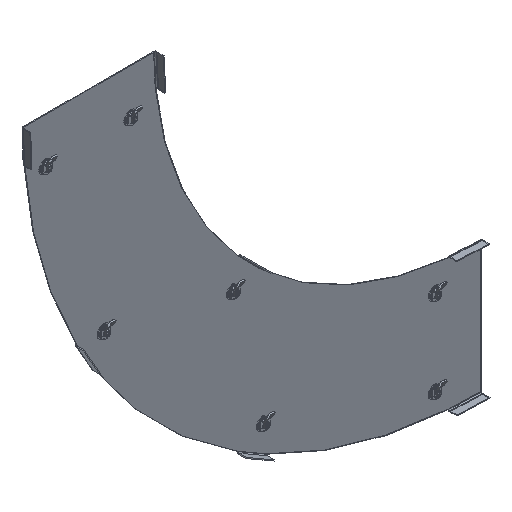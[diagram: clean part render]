
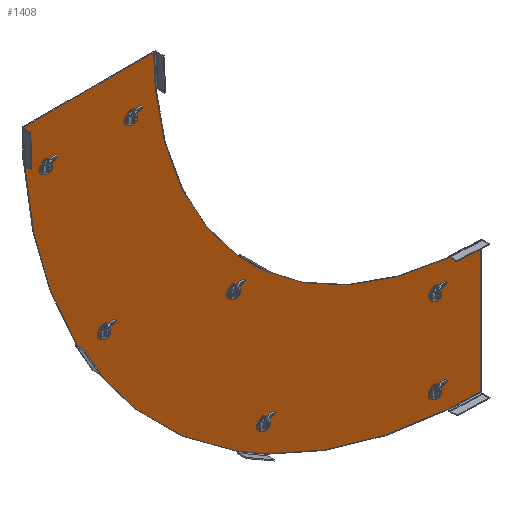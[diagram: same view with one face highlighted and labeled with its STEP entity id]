
A CAD part, isometric view. The second image highlights one B-rep face of the part: STEP entity #1408.
In plain terms, the highlighted planar face has unit normal (0, -1, 0).
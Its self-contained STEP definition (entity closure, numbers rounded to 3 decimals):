
#139=CARTESIAN_POINT('',(-575.907,0.,-332.5));
#140=DIRECTION('',(0.,1.,0.));
#141=DIRECTION('',(0.,0.,1.));
#142=AXIS2_PLACEMENT_3D('',#139,#140,#141);
#144=CARTESIAN_POINT('',(-575.907,0.,-332.5));
#145=DIRECTION('',(0.,1.,0.));
#146=DIRECTION('',(0.,0.,-1.));
#147=AXIS2_PLACEMENT_3D('',#144,#145,#146);
#149=CARTESIAN_POINT('',(-665.,0.,-70.));
#150=DIRECTION('',(0.,1.,0.));
#151=DIRECTION('',(0.,0.,1.));
#152=AXIS2_PLACEMENT_3D('',#149,#150,#151);
#154=CARTESIAN_POINT('',(-665.,0.,-70.));
#155=DIRECTION('',(0.,1.,0.));
#156=DIRECTION('',(0.,0.,-1.));
#157=AXIS2_PLACEMENT_3D('',#154,#155,#156);
#159=CARTESIAN_POINT('',(-535.,0.,-70.));
#160=DIRECTION('',(0.,1.,0.));
#161=DIRECTION('',(0.,0.,1.));
#162=AXIS2_PLACEMENT_3D('',#159,#160,#161);
#164=CARTESIAN_POINT('',(-535.,0.,-70.));
#165=DIRECTION('',(0.,1.,0.));
#166=DIRECTION('',(0.,0.,-1.));
#167=AXIS2_PLACEMENT_3D('',#164,#165,#166);
#169=CARTESIAN_POINT('',(-70.,0.,-535.));
#170=DIRECTION('',(0.,-1.,0.));
#171=DIRECTION('',(1.,0.,0.));
#172=AXIS2_PLACEMENT_3D('',#169,#170,#171);
#174=CARTESIAN_POINT('',(-70.,0.,-535.));
#175=DIRECTION('',(0.,-1.,0.));
#176=DIRECTION('',(-1.,0.,0.));
#177=AXIS2_PLACEMENT_3D('',#174,#175,#176);
#179=CARTESIAN_POINT('',(-70.,0.,-665.));
#180=DIRECTION('',(0.,-1.,0.));
#181=DIRECTION('',(1.,0.,0.));
#182=AXIS2_PLACEMENT_3D('',#179,#180,#181);
#184=CARTESIAN_POINT('',(-70.,0.,-665.));
#185=DIRECTION('',(0.,-1.,0.));
#186=DIRECTION('',(-1.,0.,0.));
#187=AXIS2_PLACEMENT_3D('',#184,#185,#186);
#189=CARTESIAN_POINT('',(-332.5,0.,-575.907));
#190=DIRECTION('',(0.,-1.,0.));
#191=DIRECTION('',(1.,0.,0.));
#192=AXIS2_PLACEMENT_3D('',#189,#190,#191);
#194=CARTESIAN_POINT('',(-332.5,0.,-575.907));
#195=DIRECTION('',(0.,-1.,0.));
#196=DIRECTION('',(-1.,0.,0.));
#197=AXIS2_PLACEMENT_3D('',#194,#195,#196);
#199=DIRECTION('',(-0.5,0.,0.866));
#200=VECTOR('',#199,50.);
#201=CARTESIAN_POINT('',(-593.331,0.,-371.427));
#202=LINE('',#201,#200);
#203=CARTESIAN_POINT('',(0.,0.,0.));
#204=DIRECTION('',(0.,-1.,0.));
#205=DIRECTION('',(-0.997,0.,-0.071));
#206=AXIS2_PLACEMENT_3D('',#203,#204,#205);
#208=DIRECTION('',(-0.036,0.,0.999));
#209=VECTOR('',#208,50.032);
#210=CARTESIAN_POINT('',(-698.212,0.,-50.));
#211=LINE('',#210,#209);
#212=DIRECTION('',(-1.,0.,0.));
#213=VECTOR('',#212,199.991);
#214=CARTESIAN_POINT('',(-500.,0.,0.));
#215=LINE('',#214,#213);
#216=DIRECTION('',(-0.05,0.,0.999));
#217=VECTOR('',#216,50.063);
#218=CARTESIAN_POINT('',(-497.494,0.,-50.));
#219=LINE('',#218,#217);
#220=CARTESIAN_POINT('',(0.,0.,0.));
#221=DIRECTION('',(0.,1.,0.));
#222=DIRECTION('',(-0.742,0.,-0.671));
#223=AXIS2_PLACEMENT_3D('',#220,#221,#222);
#225=DIRECTION('',(-0.707,0.,0.707));
#226=VECTOR('',#225,25.);
#227=CARTESIAN_POINT('',(-353.111,0.,-353.111));
#228=LINE('',#227,#226);
#229=DIRECTION('',(0.707,0.,-0.707));
#230=VECTOR('',#229,25.);
#231=CARTESIAN_POINT('',(-353.111,0.,-353.111));
#232=LINE('',#231,#230);
#233=CARTESIAN_POINT('',(0.,0.,0.));
#234=DIRECTION('',(0.,-1.,0.));
#235=DIRECTION('',(-0.671,0.,-0.742));
#236=AXIS2_PLACEMENT_3D('',#233,#234,#235);
#238=DIRECTION('',(0.999,0.,-0.05));
#239=VECTOR('',#238,50.063);
#240=CARTESIAN_POINT('',(-50.,0.,-497.494));
#241=LINE('',#240,#239);
#242=DIRECTION('',(0.,0.,-1.));
#243=VECTOR('',#242,199.991);
#244=CARTESIAN_POINT('',(0.,0.,-500.));
#245=LINE('',#244,#243);
#246=DIRECTION('',(0.999,0.,-0.036));
#247=VECTOR('',#246,50.032);
#248=CARTESIAN_POINT('',(-50.,0.,-698.212));
#249=LINE('',#248,#247);
#250=CARTESIAN_POINT('',(0.,0.,0.));
#251=DIRECTION('',(0.,1.,0.));
#252=DIRECTION('',(-0.071,0.,-0.997));
#253=AXIS2_PLACEMENT_3D('',#250,#251,#252);
#255=DIRECTION('',(0.866,0.,-0.5));
#256=VECTOR('',#255,50.);
#257=CARTESIAN_POINT('',(-371.427,0.,-593.331));
#258=LINE('',#257,#256);
#259=CARTESIAN_POINT('',(-378.302,0.,-378.302));
#260=DIRECTION('',(0.,-1.,0.));
#261=DIRECTION('',(1.,0.,0.));
#262=AXIS2_PLACEMENT_3D('',#259,#260,#261);
#264=CARTESIAN_POINT('',(-378.302,0.,-378.302));
#265=DIRECTION('',(0.,-1.,0.));
#266=DIRECTION('',(-1.,0.,0.));
#267=AXIS2_PLACEMENT_3D('',#264,#265,#266);
#318=CARTESIAN_POINT('',(0.,0.,0.));
#319=DIRECTION('',(0.,-1.,0.));
#320=DIRECTION('',(-0.848,0.,-0.531));
#321=AXIS2_PLACEMENT_3D('',#318,#319,#320);
#1019=CARTESIAN_POINT('',(-371.427,0.,-593.331));
#1020=VERTEX_POINT('',#1019);
#1021=CARTESIAN_POINT('',(-328.126,0.,-618.331));
#1022=VERTEX_POINT('',#1021);
#1029=CARTESIAN_POINT('',(-50.,0.,-698.212));
#1030=VERTEX_POINT('',#1029);
#1039=CARTESIAN_POINT('',(0.,0.,
-699.991));
#1040=VERTEX_POINT('',#1039);
#1056=CARTESIAN_POINT('',(0.,0.,-500.));
#1057=VERTEX_POINT('',#1056);
#1066=CARTESIAN_POINT('',(-50.,0.,-497.494));
#1067=VERTEX_POINT('',#1066);
#1071=CARTESIAN_POINT('',(-335.434,0.,-370.789));
#1072=VERTEX_POINT('',#1071);
#1081=CARTESIAN_POINT('',(-61.75,0.,-535.));
#1082=CARTESIAN_POINT('',(-78.25,0.,-535.));
#1083=VERTEX_POINT('',#1081);
#1084=VERTEX_POINT('',#1082);
#1086=CARTESIAN_POINT('',(-61.75,0.,-665.));
#1088=VERTEX_POINT('',#1086);
#1090=CARTESIAN_POINT('',(-78.25,0.,-665.));
#1092=VERTEX_POINT('',#1090);
#1097=CARTESIAN_POINT('',(-324.25,0.,-575.907));
#1098=CARTESIAN_POINT('',(-340.75,0.,-575.907));
#1099=VERTEX_POINT('',#1097);
#1100=VERTEX_POINT('',#1098);
#1137=CARTESIAN_POINT('',(-593.331,0.,-371.427));
#1138=VERTEX_POINT('',#1137);
#1139=CARTESIAN_POINT('',(-618.331,0.,-328.126));
#1140=VERTEX_POINT('',#1139);
#1147=CARTESIAN_POINT('',(-698.212,0.,-50.));
#1148=VERTEX_POINT('',#1147);
#1157=CARTESIAN_POINT('',(-699.991,0.,
0.));
#1158=VERTEX_POINT('',#1157);
#1162=CARTESIAN_POINT('',(-500.,0.,0.));
#1163=VERTEX_POINT('',#1162);
#1172=CARTESIAN_POINT('',(-497.494,0.,-50.));
#1173=VERTEX_POINT('',#1172);
#1177=CARTESIAN_POINT('',(-370.789,0.,-335.434));
#1178=VERTEX_POINT('',#1177);
#1187=CARTESIAN_POINT('',(-535.,0.,-61.75));
#1188=CARTESIAN_POINT('',(-535.,0.,-78.25));
#1189=VERTEX_POINT('',#1187);
#1190=VERTEX_POINT('',#1188);
#1192=CARTESIAN_POINT('',(-665.,0.,-61.75));
#1194=VERTEX_POINT('',#1192);
#1196=CARTESIAN_POINT('',(-665.,0.,-78.25));
#1198=VERTEX_POINT('',#1196);
#1203=CARTESIAN_POINT('',(-575.907,0.,-324.25));
#1204=CARTESIAN_POINT('',(-575.907,0.,-340.75));
#1205=VERTEX_POINT('',#1203);
#1206=VERTEX_POINT('',#1204);
#1215=CARTESIAN_POINT('',(-370.052,0.,-378.302));
#1216=CARTESIAN_POINT('',(-386.552,0.,-378.302));
#1217=VERTEX_POINT('',#1215);
#1218=VERTEX_POINT('',#1216);
#1219=CARTESIAN_POINT('',(-353.111,0.,-353.111));
#1220=VERTEX_POINT('',#1219);
#1331=CARTESIAN_POINT('',(0.,0.,0.));
#1332=DIRECTION('',(0.,1.,0.));
#1333=DIRECTION('',(1.,0.,0.));
#1334=AXIS2_PLACEMENT_3D('',#1331,#1332,#1333);
#1335=PLANE('',#1334);
#1337=ORIENTED_EDGE('',*,*,#1336,.F.);
#1339=ORIENTED_EDGE('',*,*,#1338,.T.);
#1341=ORIENTED_EDGE('',*,*,#1340,.F.);
#1343=ORIENTED_EDGE('',*,*,#1342,.T.);
#1345=ORIENTED_EDGE('',*,*,#1344,.F.);
#1347=ORIENTED_EDGE('',*,*,#1346,.F.);
#1349=ORIENTED_EDGE('',*,*,#1348,.F.);
#1351=ORIENTED_EDGE('',*,*,#1350,.F.);
#1353=ORIENTED_EDGE('',*,*,#1352,.T.);
#1355=ORIENTED_EDGE('',*,*,#1354,.T.);
#1357=ORIENTED_EDGE('',*,*,#1356,.T.);
#1359=ORIENTED_EDGE('',*,*,#1358,.T.);
#1361=ORIENTED_EDGE('',*,*,#1360,.F.);
#1363=ORIENTED_EDGE('',*,*,#1362,.T.);
#1365=ORIENTED_EDGE('',*,*,#1364,.F.);
#1366=EDGE_LOOP('',(#1337,#1339,#1341,#1343,#1345,#1347,#1349,#1351,#1353,#1355,
#1357,#1359,#1361,#1363,#1365));
#1367=FACE_OUTER_BOUND('',#1366,.F.);
#1369=ORIENTED_EDGE('',*,*,#1368,.F.);
#1371=ORIENTED_EDGE('',*,*,#1370,.F.);
#1372=EDGE_LOOP('',(#1369,#1371));
#1373=FACE_BOUND('',#1372,.F.);
#1375=ORIENTED_EDGE('',*,*,#1374,.F.);
#1377=ORIENTED_EDGE('',*,*,#1376,.F.);
#1378=EDGE_LOOP('',(#1375,#1377));
#1379=FACE_BOUND('',#1378,.F.);
#1381=ORIENTED_EDGE('',*,*,#1380,.T.);
#1383=ORIENTED_EDGE('',*,*,#1382,.T.);
#1384=EDGE_LOOP('',(#1381,#1383));
#1385=FACE_BOUND('',#1384,.F.);
#1387=ORIENTED_EDGE('',*,*,#1386,.T.);
#1389=ORIENTED_EDGE('',*,*,#1388,.T.);
#1390=EDGE_LOOP('',(#1387,#1389));
#1391=FACE_BOUND('',#1390,.F.);
#1393=ORIENTED_EDGE('',*,*,#1392,.T.);
#1395=ORIENTED_EDGE('',*,*,#1394,.T.);
#1396=EDGE_LOOP('',(#1393,#1395));
#1397=FACE_BOUND('',#1396,.F.);
#1398=ORIENTED_EDGE('',*,*,#1311,.F.);
#1399=ORIENTED_EDGE('',*,*,#1325,.F.);
#1400=EDGE_LOOP('',(#1398,#1399));
#1401=FACE_BOUND('',#1400,.F.);
#1403=ORIENTED_EDGE('',*,*,#1402,.T.);
#1405=ORIENTED_EDGE('',*,*,#1404,.T.);
#1406=EDGE_LOOP('',(#1403,#1405));
#1407=FACE_BOUND('',#1406,.F.);
#1408=ADVANCED_FACE('',(#1367,#1373,#1379,#1385,#1391,#1397,#1401,#1407),#1335,
.F.);
#143=CIRCLE('',#142,8.25);
#148=CIRCLE('',#147,8.25);
#153=CIRCLE('',#152,8.25);
#158=CIRCLE('',#157,8.25);
#163=CIRCLE('',#162,8.25);
#168=CIRCLE('',#167,8.25);
#173=CIRCLE('',#172,8.25);
#178=CIRCLE('',#177,8.25);
#183=CIRCLE('',#182,8.25);
#188=CIRCLE('',#187,8.25);
#193=CIRCLE('',#192,8.25);
#198=CIRCLE('',#197,8.25);
#207=CIRCLE('',#206,700.);
#224=CIRCLE('',#223,500.);
#237=CIRCLE('',#236,500.);
#254=CIRCLE('',#253,700.);
#263=CIRCLE('',#262,8.25);
#268=CIRCLE('',#267,8.25);
#322=CIRCLE('',#321,700.);
#1311=EDGE_CURVE('',#1205,#1206,#143,.T.);
#1325=EDGE_CURVE('',#1206,#1205,#148,.T.);
#1336=EDGE_CURVE('',#1138,#1020,#322,.T.);
#1338=EDGE_CURVE('',#1138,#1140,#202,.T.);
#1340=EDGE_CURVE('',#1148,#1140,#207,.T.);
#1342=EDGE_CURVE('',#1148,#1158,#211,.T.);
#1344=EDGE_CURVE('',#1163,#1158,#215,.T.);
#1346=EDGE_CURVE('',#1173,#1163,#219,.T.);
#1348=EDGE_CURVE('',#1178,#1173,#224,.T.);
#1350=EDGE_CURVE('',#1220,#1178,#228,.T.);
#1352=EDGE_CURVE('',#1220,#1072,#232,.T.);
#1354=EDGE_CURVE('',#1072,#1067,#237,.T.);
#1356=EDGE_CURVE('',#1067,#1057,#241,.T.);
#1358=EDGE_CURVE('',#1057,#1040,#245,.T.);
#1360=EDGE_CURVE('',#1030,#1040,#249,.T.);
#1362=EDGE_CURVE('',#1030,#1022,#254,.T.);
#1364=EDGE_CURVE('',#1020,#1022,#258,.T.);
#1368=EDGE_CURVE('',#1194,#1198,#153,.T.);
#1370=EDGE_CURVE('',#1198,#1194,#158,.T.);
#1374=EDGE_CURVE('',#1189,#1190,#163,.T.);
#1376=EDGE_CURVE('',#1190,#1189,#168,.T.);
#1380=EDGE_CURVE('',#1083,#1084,#173,.T.);
#1382=EDGE_CURVE('',#1084,#1083,#178,.T.);
#1386=EDGE_CURVE('',#1088,#1092,#183,.T.);
#1388=EDGE_CURVE('',#1092,#1088,#188,.T.);
#1392=EDGE_CURVE('',#1099,#1100,#193,.T.);
#1394=EDGE_CURVE('',#1100,#1099,#198,.T.);
#1402=EDGE_CURVE('',#1217,#1218,#263,.T.);
#1404=EDGE_CURVE('',#1218,#1217,#268,.T.);
